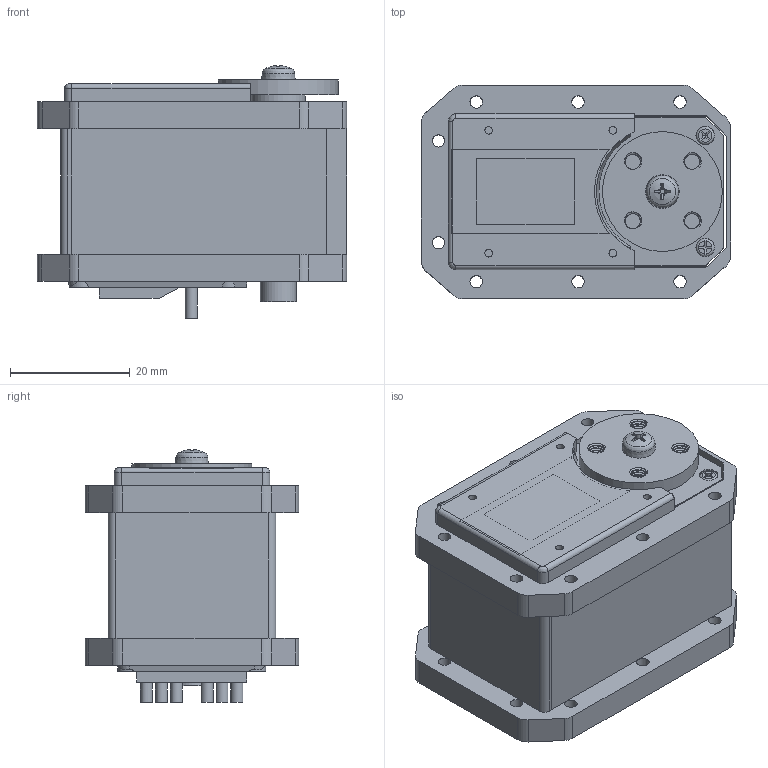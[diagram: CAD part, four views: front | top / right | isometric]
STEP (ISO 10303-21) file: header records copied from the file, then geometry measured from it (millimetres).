
FILE_DESCRIPTION(/* description */ (''),/* implementation_level */ '2;1');
FILE_NAME(/* name */ 'feetech-servo-adapter v16.step',/* time_stamp */ '2025-12-22T11:27:31+01:00',/* author */ (''),/* organization */ (''),/* preprocessor_version */ 'ST-DEVELOPER v20.1',/* originating_system */ 'Autodesk Translation Framework v14.21.0.0',/* authorisation */ '');
FILE_SCHEMA (('AUTOMOTIVE_DESIGN { 1 0 10303 214 3 1 1 }'));
Products named in the file (7): feetech-servo-adapter; STS3215_03a; Composant3; Composant4; PHS JIS B 1111 - M3 x 4 - H Acier inoxydable A2 Standard; vis; connector F
Assembly tree (8 placements, depth 3):
  feetech-servo-adapter
    STS3215_03a
      Composant3
      Composant4
      vis  x2
      connector F  x2
      PHS JIS B 1111 - M3 x 4 - H Acier inoxydable A2 Standard
Bounding box: 51.61 x 35.61 x 42.11 mm (x, y, z)
Volume: 44373.3 mm3; surface area: 23235.9 mm2
Topology: 9 solids, 9 shells, 850 faces, 2437 edges, 1643 vertices
Faces by surface type: plane 497, cylinder 299, cone 35, bspline 12, torus 6, sphere 1
Full cylindrical faces by diameter (mm): 1 x6, 1.271 x4, 1.5 x10, 2 x6, 2.075 x16, 2.5 x1, 2.529 x24, 2.927 x1, 3 x2, 3.086 x24, 3.1 x3, 3.5 x2, 6 x3, 9 x1, 10 x2, 20 x1
Entity records: 44185 total; most frequent: CARTESIAN_POINT 24157, ORIENTED_EDGE 4346, DIRECTION 3931, EDGE_CURVE 2173, VERTEX_POINT 1469, AXIS2_PLACEMENT_3D 1346, LINE 1239, VECTOR 1239
